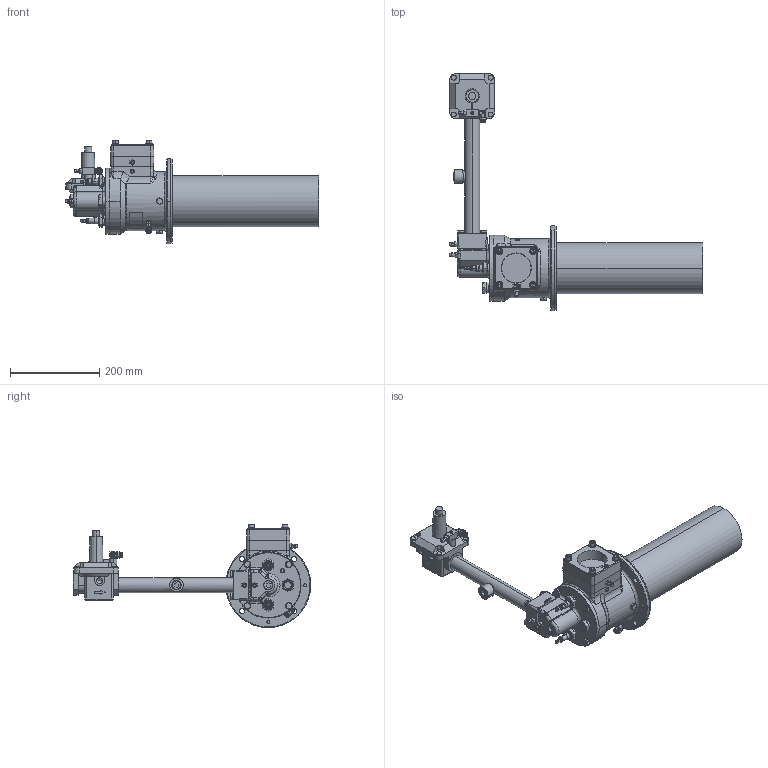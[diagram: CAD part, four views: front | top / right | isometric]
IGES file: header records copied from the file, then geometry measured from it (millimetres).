
Global section: file name: No Iges File Name specified; native system: AutoDesk Inventor R12.0; preprocessor: AutoDesk Inventor Iges Exporter R12.0; date: 20121002.105829; units: millimetre
Bounding box: 565.86 x 530.7 x 230.9 mm (x, y, z)
Volume: 7003998.4 mm3; surface area: 590061.9 mm2
Topology: 19 solids, 19 shells, 3056 faces, 8203 edges, 5289 vertices
Faces by surface type: bspline 1679, plane 731, cylinder 245, cone 213, revolution 126, torus 62
Full cylindrical faces by diameter (mm): 14.8 x12, 132 x1
